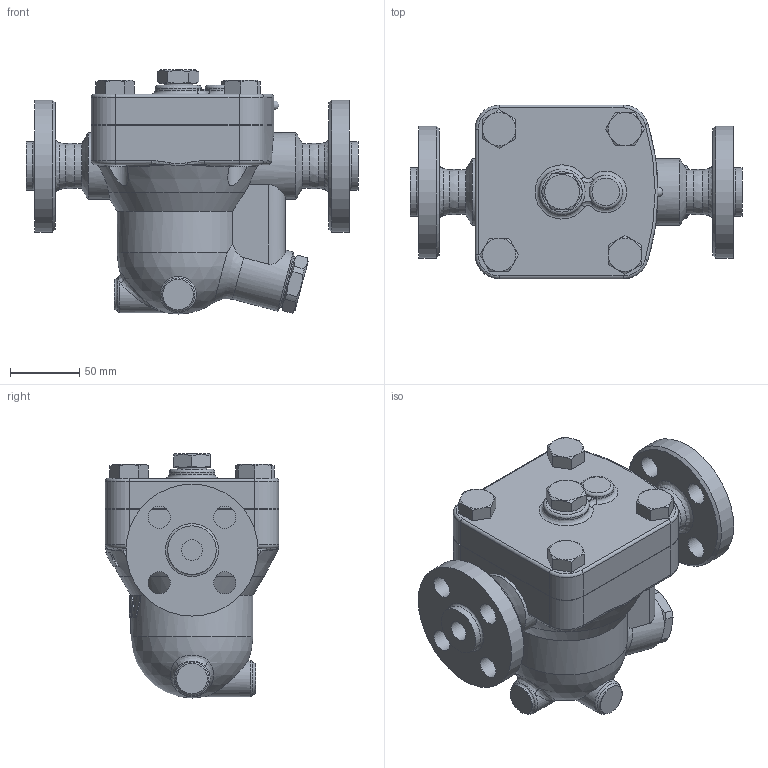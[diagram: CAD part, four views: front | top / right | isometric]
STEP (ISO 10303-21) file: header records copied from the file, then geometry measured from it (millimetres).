
FILE_DESCRIPTION((''),'2;1');
FILE_NAME('j5rhp-015-a0600-00.stp','2011-01-25T13:27:40',('nakaot'),(''),'Autodesk Inventor 2008','Autodesk Inventor 2008','');
FILE_SCHEMA(('AUTOMOTIVE_DESIGN { 1 0 10303 214 1 1 1 1 }'));
Length unit declared in the file: millimetre
Products named in the file (1): j5rhp-015-a0600-00
Bounding box: 239 x 125 x 175.7 mm (x, y, z)
Volume: 1909175.4 mm3; surface area: 169065.5 mm2
Topology: 1 solids, 1 shells, 289 faces, 713 edges, 448 vertices
Faces by surface type: plane 100, cylinder 67, bspline 67, cone 38, torus 15, sphere 2
Full cylindrical faces by diameter (mm): 15 x1, 16 x12, 21 x1, 22 x2, 24 x1, 26 x1, 32 x2, 33 x1, 34.9 x1, 38 x1, 44 x1, 48 x2, 80 x1, 95 x1
Entity records: 16742 total; most frequent: CARTESIAN_POINT 10745, ORIENTED_EDGE 1242, DIRECTION 1138, EDGE_CURVE 621, AXIS2_PLACEMENT_3D 487, VERTEX_POINT 425, EDGE_LOOP 404, FACE_OUTER_BOUND 289
